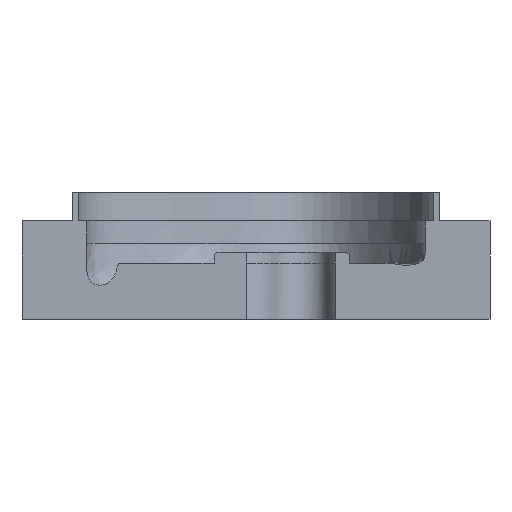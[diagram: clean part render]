
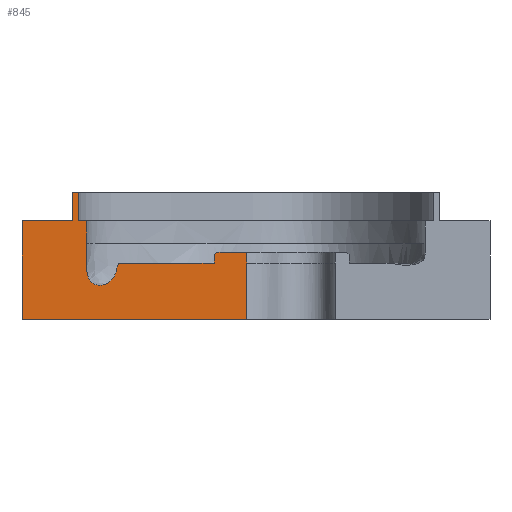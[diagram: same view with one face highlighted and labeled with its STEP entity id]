
A CAD part, left-side view. The second image highlights one B-rep face of the part: STEP entity #845.
In plain terms, the highlighted planar face has unit normal (-1, 0, 0).
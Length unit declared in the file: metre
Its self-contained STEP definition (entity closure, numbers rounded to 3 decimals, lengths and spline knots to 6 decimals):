
#85=B_SPLINE_CURVE_WITH_KNOTS('',3,(#2749,#2750,#2751,#2752),
 .UNSPECIFIED.,.F.,.F.,(4,4),(0.,1.),.UNSPECIFIED.);
#87=B_SPLINE_CURVE_WITH_KNOTS('',3,(#3974,#3975,#3976,#3977,#3978,#3979,
#3980,#3981,#3982,#3983,#3984,#3985,#3986,#3987,#3988),.UNSPECIFIED.,.F.,
 .F.,(4,1,1,1,1,1,1,1,1,1,1,1,4),(0.,0.125,0.25,0.375,0.4375,0.46875,0.5,
0.53125,0.5625,0.625,0.75,0.875,1.),.UNSPECIFIED.);
#89=B_SPLINE_CURVE_WITH_KNOTS('',3,(#3994,#3995,#3996,#3997,#3998,#3999,
#4000,#4001,#4002,#4003,#4004,#4005,#4006,#4007,#4008,#4009,#4010,#4011,
#4012,#4013,#4014,#4015,#4016,#4017,#4018,#4019,#4020,#4021,#4022,#4023),
 .UNSPECIFIED.,.F.,.F.,(4,1,1,1,1,1,1,1,1,1,1,1,1,1,1,1,1,1,1,1,1,1,1,1,
1,1,1,4),(0.,0.0625,0.125,0.15625,0.1875,0.21875,0.25,0.28125,0.3125,0.34375,
0.375,0.40625,0.4375,0.5,0.5625,0.59375,0.625,0.65625,0.6875,0.71875,0.75,
0.78125,0.8125,0.84375,0.875,0.90625,0.9375,1.),.UNSPECIFIED.);
#90=B_SPLINE_CURVE_WITH_KNOTS('',3,(#4025,#4026,#4027,#4028),
 .UNSPECIFIED.,.F.,.F.,(4,4),(0.,1.),.UNSPECIFIED.);
#91=B_SPLINE_CURVE_WITH_KNOTS('',3,(#4030,#4031,#4032,#4033,#4034,#4035,
#4036),.UNSPECIFIED.,.F.,.F.,(4,1,1,1,4),(0.002176,0.002906,
0.003271,0.003453,0.003636),
 .UNSPECIFIED.);
#100=B_SPLINE_CURVE_WITH_KNOTS('',3,(#4642,#4643,#4644,#4645),
 .UNSPECIFIED.,.F.,.F.,(4,4),(0.,1.),.UNSPECIFIED.);
#322=ORIENTED_EDGE('',*,*,#430,.F.);
#323=ORIENTED_EDGE('',*,*,#432,.T.);
#324=ORIENTED_EDGE('',*,*,#435,.T.);
#325=ORIENTED_EDGE('',*,*,#434,.T.);
#326=ORIENTED_EDGE('',*,*,#438,.F.);
#327=ORIENTED_EDGE('',*,*,#361,.T.);
#328=ORIENTED_EDGE('',*,*,#469,.F.);
#329=ORIENTED_EDGE('',*,*,#473,.T.);
#330=ORIENTED_EDGE('',*,*,#380,.F.);
#331=ORIENTED_EDGE('',*,*,#481,.T.);
#332=ORIENTED_EDGE('',*,*,#483,.T.);
#333=ORIENTED_EDGE('',*,*,#443,.F.);
#334=ORIENTED_EDGE('',*,*,#461,.F.);
#335=ORIENTED_EDGE('',*,*,#462,.F.);
#336=ORIENTED_EDGE('',*,*,#458,.T.);
#337=ORIENTED_EDGE('',*,*,#463,.T.);
#338=ORIENTED_EDGE('',*,*,#450,.F.);
#339=ORIENTED_EDGE('',*,*,#366,.T.);
#340=ORIENTED_EDGE('',*,*,#436,.T.);
#361=EDGE_CURVE('',#489,#488,#570,.T.);
#366=EDGE_CURVE('',#494,#493,#572,.T.);
#380=EDGE_CURVE('',#505,#506,#581,.T.);
#430=EDGE_CURVE('',#537,#538,#85,.F.);
#432=EDGE_CURVE('',#537,#538,#87,.F.);
#434=EDGE_CURVE('',#540,#539,#89,.F.);
#435=EDGE_CURVE('',#541,#540,#90,.T.);
#436=EDGE_CURVE('',#493,#541,#91,.T.);
#438=EDGE_CURVE('',#489,#539,#585,.F.);
#443=EDGE_CURVE('',#546,#547,#589,.T.);
#450=EDGE_CURVE('',#494,#551,#595,.T.);
#458=EDGE_CURVE('',#557,#556,#599,.F.);
#461=EDGE_CURVE('',#558,#546,#601,.T.);
#462=EDGE_CURVE('',#557,#558,#602,.T.);
#463=EDGE_CURVE('',#556,#551,#100,.T.);
#469=EDGE_CURVE('',#561,#488,#607,.T.);
#473=EDGE_CURVE('',#561,#506,#610,.T.);
#481=EDGE_CURVE('',#505,#566,#618,.T.);
#483=EDGE_CURVE('',#566,#547,#620,.T.);
#488=VERTEX_POINT('',#1119);
#489=VERTEX_POINT('',#1121);
#493=VERTEX_POINT('',#1371);
#494=VERTEX_POINT('',#1373);
#505=VERTEX_POINT('',#1804);
#506=VERTEX_POINT('',#1806);
#537=VERTEX_POINT('',#2748);
#538=VERTEX_POINT('',#2753);
#539=VERTEX_POINT('',#3993);
#540=VERTEX_POINT('',#4024);
#541=VERTEX_POINT('',#4029);
#546=VERTEX_POINT('',#4101);
#547=VERTEX_POINT('',#4103);
#551=VERTEX_POINT('',#4224);
#556=VERTEX_POINT('',#4461);
#557=VERTEX_POINT('',#4463);
#558=VERTEX_POINT('',#4470);
#561=VERTEX_POINT('',#4658);
#566=VERTEX_POINT('',#4813);
#570=LINE('',#1120,#624);
#572=LINE('',#1372,#626);
#581=LINE('',#1805,#635);
#585=LINE('',#4069,#639);
#589=LINE('',#4102,#643);
#595=LINE('',#4223,#649);
#599=LINE('',#4462,#653);
#601=LINE('',#4471,#655);
#602=LINE('',#4473,#656);
#607=LINE('',#4660,#661);
#610=LINE('',#4796,#664);
#618=LINE('',#4812,#672);
#620=LINE('',#4816,#674);
#624=VECTOR('',#905,1.);
#626=VECTOR('',#911,1.);
#635=VECTOR('',#924,1.);
#639=VECTOR('',#964,1.);
#643=VECTOR('',#970,1.);
#649=VECTOR('',#976,1.);
#653=VECTOR('',#982,1.);
#655=VECTOR('',#986,1.);
#656=VECTOR('',#989,1.);
#661=VECTOR('',#998,1.);
#664=VECTOR('',#1003,1.);
#672=VECTOR('',#1021,1.);
#674=VECTOR('',#1025,1.);
#718=EDGE_LOOP('',(#322,#323));
#719=EDGE_LOOP('',(#324,#325,#326,#327,#328,#329,#330,#331,#332,#333,#334,
#335,#336,#337,#338,#339,#340));
#764=FACE_BOUND('',#718,.T.);
#765=FACE_BOUND('',#719,.T.);
#800=PLANE('',#896);
#845=ADVANCED_FACE('',(#764,#765),#800,.F.);
#896=AXIS2_PLACEMENT_3D('',#4817,#1026,#1027);
#905=DIRECTION('',(0.,1.,0.));
#911=DIRECTION('',(0.,1.,0.));
#924=DIRECTION('',(0.,0.,1.));
#964=DIRECTION('',(0.,0.,1.));
#970=DIRECTION('',(0.,1.,0.));
#976=DIRECTION('',(0.,0.,1.));
#982=DIRECTION('',(0.,-1.,0.));
#986=DIRECTION('',(0.,0.,-1.));
#989=DIRECTION('',(0.,0.,-1.));
#998=DIRECTION('',(0.,0.,-1.));
#1003=DIRECTION('',(0.,1.,0.));
#1021=DIRECTION('',(0.,1.,0.));
#1025=DIRECTION('',(0.,0.,-1.));
#1026=DIRECTION('',(1.,0.,0.));
#1027=DIRECTION('',(0.,1.,0.));
#1119=CARTESIAN_POINT('',(0.,0.068503,0.));
#1120=CARTESIAN_POINT('',(0.,0.005214,0.));
#1121=CARTESIAN_POINT('',(0.,0.06552,0.));
#1371=CARTESIAN_POINT('',(0.,0.054217,-0.015));
#1372=CARTESIAN_POINT('',(0.,0.,-0.015));
#1373=CARTESIAN_POINT('',(0.,0.02013,-0.015));
#1804=CARTESIAN_POINT('',(0.,0.070503,0.));
#1805=CARTESIAN_POINT('',(0.,0.070503,-0.035));
#1806=CARTESIAN_POINT('',(0.,0.070503,0.01));
#2748=CARTESIAN_POINT('',(0.,0.065557,-0.016927));
#2749=CARTESIAN_POINT('',(0.,0.065557,-0.008));
#2750=CARTESIAN_POINT('',(0.,0.065557,-0.010976));
#2751=CARTESIAN_POINT('',(0.,0.065557,-0.013952));
#2752=CARTESIAN_POINT('',(0.,0.065557,-0.016927));
#2753=CARTESIAN_POINT('',(0.,0.065557,-0.008));
#3974=CARTESIAN_POINT('',(0.,0.065557,-0.008));
#3975=CARTESIAN_POINT('',(0.,0.065583,-0.008385));
#3976=CARTESIAN_POINT('',(0.,0.065628,-0.009143));
#3977=CARTESIAN_POINT('',(0.,0.06568,-0.010239));
#3978=CARTESIAN_POINT('',(0.,0.065709,-0.011125));
#3979=CARTESIAN_POINT('',(0.,0.065723,-0.01172));
#3980=CARTESIAN_POINT('',(0.,0.065729,-0.012068));
#3981=CARTESIAN_POINT('',(0.,0.065732,-0.01229));
#3982=CARTESIAN_POINT('',(0.,0.065735,-0.01265));
#3983=CARTESIAN_POINT('',(0.,0.065736,-0.013072));
#3984=CARTESIAN_POINT('',(0.,0.065732,-0.013815));
#3985=CARTESIAN_POINT('',(0.,0.065708,-0.014809));
#3986=CARTESIAN_POINT('',(0.,0.065649,-0.01592));
#3987=CARTESIAN_POINT('',(0.,0.065591,-0.016601));
#3988=CARTESIAN_POINT('',(0.,0.065557,-0.016927));
#3993=CARTESIAN_POINT('',(0.,0.06552,-0.017261));
#3994=CARTESIAN_POINT('',(0.,0.06552,-0.017261));
#3995=CARTESIAN_POINT('',(0.,0.065443,-0.017916));
#3996=CARTESIAN_POINT('',(0.,0.065246,-0.019093));
#3997=CARTESIAN_POINT('',(0.,0.064906,-0.020203));
#3998=CARTESIAN_POINT('',(0.,0.064553,-0.020928));
#3999=CARTESIAN_POINT('',(0.,0.064214,-0.021422));
#4000=CARTESIAN_POINT('',(0.,0.063903,-0.021765));
#4001=CARTESIAN_POINT('',(0.,0.063494,-0.022103));
#4002=CARTESIAN_POINT('',(0.,0.06317,-0.022309));
#4003=CARTESIAN_POINT('',(0.,0.062725,-0.02253));
#4004=CARTESIAN_POINT('',(0.,0.062427,-0.022645));
#4005=CARTESIAN_POINT('',(0.,0.062001,-0.022788));
#4006=CARTESIAN_POINT('',(0.,0.06165,-0.022883));
#4007=CARTESIAN_POINT('',(0.,0.061226,-0.022969));
#4008=CARTESIAN_POINT('',(0.,0.060635,-0.02301));
#4009=CARTESIAN_POINT('',(0.,0.059991,-0.022934));
#4010=CARTESIAN_POINT('',(0.,0.059348,-0.022774));
#4011=CARTESIAN_POINT('',(0.,0.058908,-0.022627));
#4012=CARTESIAN_POINT('',(0.,0.058381,-0.0224));
#4013=CARTESIAN_POINT('',(0.,0.057926,-0.022156));
#4014=CARTESIAN_POINT('',(0.,0.057404,-0.02181));
#4015=CARTESIAN_POINT('',(0.,0.056966,-0.021451));
#4016=CARTESIAN_POINT('',(0.,0.056494,-0.020974));
#4017=CARTESIAN_POINT('',(0.,0.056103,-0.020472));
#4018=CARTESIAN_POINT('',(0.,0.055742,-0.019893));
#4019=CARTESIAN_POINT('',(0.,0.055411,-0.019225));
#4020=CARTESIAN_POINT('',(0.,0.055144,-0.018556));
#4021=CARTESIAN_POINT('',(0.,0.054839,-0.017584));
#4022=CARTESIAN_POINT('',(0.,0.054695,-0.016871));
#4023=CARTESIAN_POINT('',(0.,0.054634,-0.016392));
#4024=CARTESIAN_POINT('',(0.,0.054634,-0.016392));
#4025=CARTESIAN_POINT('',(0.,0.054577,-0.016399));
#4026=CARTESIAN_POINT('',(0.,0.054595,-0.0164));
#4027=CARTESIAN_POINT('',(0.,0.054615,-0.016398));
#4028=CARTESIAN_POINT('',(0.,0.054634,-0.016392));
#4029=CARTESIAN_POINT('',(0.,0.054577,-0.016399));
#4030=CARTESIAN_POINT('',(0.,0.054217,-0.015));
#4031=CARTESIAN_POINT('',(0.,0.054236,-0.015241));
#4032=CARTESIAN_POINT('',(0.,0.054297,-0.015599));
#4033=CARTESIAN_POINT('',(0.,0.054405,-0.016012));
#4034=CARTESIAN_POINT('',(0.,0.054491,-0.016238));
#4035=CARTESIAN_POINT('',(0.,0.054531,-0.016358));
#4036=CARTESIAN_POINT('',(0.,0.054577,-0.016399));
#4069=CARTESIAN_POINT('',(0.,0.06552,-0.004));
#4101=CARTESIAN_POINT('',(0.,0.008548,-0.035));
#4102=CARTESIAN_POINT('',(0.,0.005214,-0.035));
#4103=CARTESIAN_POINT('',(0.,0.088503,-0.035));
#4223=CARTESIAN_POINT('',(0.,0.02013,-0.035002));
#4224=CARTESIAN_POINT('',(0.,0.02013,-0.0121));
#4461=CARTESIAN_POINT('',(0.,0.01912,-0.0111));
#4462=CARTESIAN_POINT('',(0.,-0.00488,-0.0111));
#4463=CARTESIAN_POINT('',(0.,0.008547,-0.0111));
#4470=CARTESIAN_POINT('',(0.,0.008548,-0.015));
#4471=CARTESIAN_POINT('',(0.,0.008548,-0.025));
#4473=CARTESIAN_POINT('',(0.,0.008547,-0.01305));
#4642=CARTESIAN_POINT('',(0.,0.01912,-0.0111));
#4643=CARTESIAN_POINT('',(0.,0.019457,-0.011433));
#4644=CARTESIAN_POINT('',(0.,0.019794,-0.011767));
#4645=CARTESIAN_POINT('',(0.,0.02013,-0.0121));
#4658=CARTESIAN_POINT('',(0.,0.068503,0.01));
#4660=CARTESIAN_POINT('',(0.,0.068503,0.01));
#4796=CARTESIAN_POINT('',(0.,0.005214,0.01));
#4812=CARTESIAN_POINT('',(0.,0.005214,0.));
#4813=CARTESIAN_POINT('',(0.,0.088503,0.));
#4816=CARTESIAN_POINT('',(0.,0.088503,0.000002));
#4817=CARTESIAN_POINT('',(0.,0.,0.));
